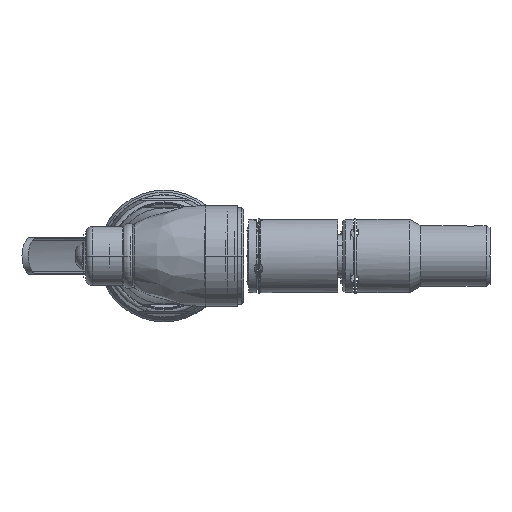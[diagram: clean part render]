
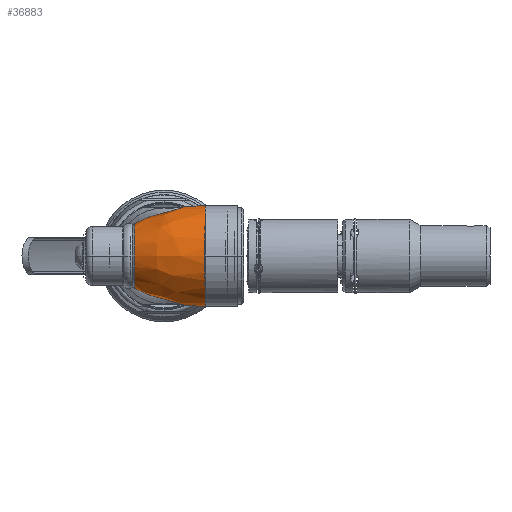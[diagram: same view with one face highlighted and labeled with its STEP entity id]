
A CAD part, left-side view. The second image highlights one B-rep face of the part: STEP entity #36883.
In plain terms, the highlighted free-form (B-spline) face has degree [3, 3] with [7, 4] control points.
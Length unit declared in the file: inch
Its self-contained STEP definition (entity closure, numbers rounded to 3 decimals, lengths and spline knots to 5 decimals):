
#35299=CARTESIAN_POINT('',(-10.77037,-0.562,-0.48236));
#35300=CARTESIAN_POINT('',(-10.77037,-0.54866,
-0.48236));
#35301=CARTESIAN_POINT('',(-10.77109,-0.52206,
-0.48272));
#35302=CARTESIAN_POINT('',(-10.77326,-0.49565,
-0.48378));
#35303=CARTESIAN_POINT('',(-10.77471,-0.48249,
-0.4845));
#35305=CARTESIAN_POINT('',(-11.26025,0.40049,0.));
#35306=DIRECTION('',(0.,1.,0.));
#35307=DIRECTION('',(0.327,0.,-0.945));
#35308=AXIS2_PLACEMENT_3D('',#35305,#35306,#35307);
#35310=CARTESIAN_POINT('',(-10.77471,-0.48249,
0.4845));
#35311=CARTESIAN_POINT('',(-10.77326,-0.49565,
0.48378));
#35312=CARTESIAN_POINT('',(-10.77109,-0.52206,
0.48272));
#35313=CARTESIAN_POINT('',(-10.77037,-0.54866,
0.48236));
#35314=CARTESIAN_POINT('',(-10.77037,-0.562,0.48236));
#35321=CARTESIAN_POINT('',(-11.26025,-0.562,0.));
#35322=DIRECTION('',(0.,1.,0.));
#35323=DIRECTION('',(0.713,0.,-0.702));
#35324=AXIS2_PLACEMENT_3D('',#35321,#35322,#35323);
#35477=CARTESIAN_POINT('',(-11.11633,0.40049,
0.4165));
#35478=CARTESIAN_POINT('',(-11.12173,0.38986,
0.42455));
#35479=CARTESIAN_POINT('',(-11.13213,0.36888,
0.43963));
#35480=CARTESIAN_POINT('',(-11.14595,0.33847,
0.45952));
#35481=CARTESIAN_POINT('',(-11.15745,0.30915,
0.47701));
#35482=CARTESIAN_POINT('',(-11.16605,0.28106,
0.49231));
#35483=CARTESIAN_POINT('',(-11.17142,0.25369,
0.50596));
#35484=CARTESIAN_POINT('',(-11.17321,0.22515,
0.51893));
#35485=CARTESIAN_POINT('',(-11.1703,0.19419,
0.53159));
#35486=CARTESIAN_POINT('',(-11.16202,0.16077,
0.54368));
#35487=CARTESIAN_POINT('',(-11.14846,0.12488,
0.55489));
#35488=CARTESIAN_POINT('',(-11.13043,0.08666,
0.5649));
#35489=CARTESIAN_POINT('',(-11.10916,0.04687,
0.57326));
#35490=CARTESIAN_POINT('',(-11.08528,0.00537,
0.57982));
#35491=CARTESIAN_POINT('',(-11.05855,-0.03899,
0.58445));
#35492=CARTESIAN_POINT('',(-11.02864,-0.08716,
0.58671));
#35493=CARTESIAN_POINT('',(-10.99524,-0.1399,
0.58586));
#35494=CARTESIAN_POINT('',(-10.95817,-0.19775,
0.58089));
#35495=CARTESIAN_POINT('',(-10.91753,-0.26077,
0.57048));
#35496=CARTESIAN_POINT('',(-10.87383,-0.32839,
0.55324));
#35497=CARTESIAN_POINT('',(-10.82641,-0.40188,
0.52676));
#35498=CARTESIAN_POINT('',(-10.79215,-0.45523,
0.50044));
#35499=CARTESIAN_POINT('',(-10.77471,-0.48249,
0.4845));
#35570=CARTESIAN_POINT('',(-10.77471,-0.48249,
-0.4845));
#35571=CARTESIAN_POINT('',(-10.79167,-0.45598,
-0.5));
#35572=CARTESIAN_POINT('',(-10.82495,-0.40415,
-0.5257));
#35573=CARTESIAN_POINT('',(-10.871,-0.33277,
-0.55181));
#35574=CARTESIAN_POINT('',(-10.91342,-0.26713,
-0.56907));
#35575=CARTESIAN_POINT('',(-10.95283,-0.20604,
-0.57976));
#35576=CARTESIAN_POINT('',(-10.98888,-0.14986,
-0.58525));
#35577=CARTESIAN_POINT('',(-11.02131,-0.09879,
-0.58676));
#35578=CARTESIAN_POINT('',(-11.05032,-0.05234,
-0.58531));
#35579=CARTESIAN_POINT('',(-11.07626,-0.00975,
-0.58162));
#35580=CARTESIAN_POINT('',(-11.09944,0.02975,
-0.57618));
#35581=CARTESIAN_POINT('',(-11.12044,0.06759,
-0.56912));
#35582=CARTESIAN_POINT('',(-11.13868,0.10357,
-0.56065));
#35583=CARTESIAN_POINT('',(-11.1534,0.1371,
-0.55122));
#35584=CARTESIAN_POINT('',(-11.16493,0.17053,
-0.54032));
#35585=CARTESIAN_POINT('',(-11.17241,0.20644,
-0.52686));
#35586=CARTESIAN_POINT('',(-11.17296,0.2439,
-0.5107));
#35587=CARTESIAN_POINT('',(-11.16678,0.27915,
-0.49341));
#35588=CARTESIAN_POINT('',(-11.15696,0.31057,
-0.47621));
#35589=CARTESIAN_POINT('',(-11.1459,0.33839,
-0.4595));
#35590=CARTESIAN_POINT('',(-11.1349,0.3628,
-0.44361));
#35591=CARTESIAN_POINT('',(-11.12478,0.38373,
-0.429));
#35592=CARTESIAN_POINT('',(-11.11898,0.39526,
-0.42046));
#35593=CARTESIAN_POINT('',(-11.11633,0.40049,
-0.4165));
#36146=CARTESIAN_POINT('',(-11.11633,0.40049,
-0.4165));
#36147=CARTESIAN_POINT('',(-11.11633,0.40049,
0.4165));
#36148=VERTEX_POINT('',#36146);
#36149=VERTEX_POINT('',#36147);
#36152=VERTEX_POINT('',#35314);
#36153=VERTEX_POINT('',#35310);
#36161=VERTEX_POINT('',#35303);
#36162=VERTEX_POINT('',#35299);
#36841=CARTESIAN_POINT('',(-10.72709,-0.58208,
-0.43389));
#36842=CARTESIAN_POINT('',(-10.72435,-0.22998,
-0.43612));
#36843=CARTESIAN_POINT('',(-10.79219,0.1111,
-0.38091));
#36844=CARTESIAN_POINT('',(-10.92602,0.41805,
-0.272));
#36845=CARTESIAN_POINT('',(-11.21673,-0.58208,
-1.03556));
#36846=CARTESIAN_POINT('',(-11.21651,-0.22998,
-1.04088));
#36847=CARTESIAN_POINT('',(-11.22205,0.1111,
-0.90911));
#36848=CARTESIAN_POINT('',(-11.23297,0.41805,
-0.64917));
#36849=CARTESIAN_POINT('',(-11.94765,-0.58208,
-0.77573));
#36850=CARTESIAN_POINT('',(-11.95118,-0.22998,
-0.77972));
#36851=CARTESIAN_POINT('',(-11.86371,0.1111,
-0.68101));
#36852=CARTESIAN_POINT('',(-11.69117,0.41805,
-0.48629));
#36853=CARTESIAN_POINT('',(-11.94765,-0.58208,0.));
#36854=CARTESIAN_POINT('',(-11.95118,-0.22998,0.));
#36855=CARTESIAN_POINT('',(-11.86371,0.1111,0.));
#36856=CARTESIAN_POINT('',(-11.69117,0.41805,0.));
#36857=CARTESIAN_POINT('',(-11.94765,-0.58208,
0.77573));
#36858=CARTESIAN_POINT('',(-11.95118,-0.22998,
0.77972));
#36859=CARTESIAN_POINT('',(-11.86371,0.1111,
0.68101));
#36860=CARTESIAN_POINT('',(-11.69117,0.41805,
0.48629));
#36861=CARTESIAN_POINT('',(-11.21673,-0.58208,
1.03556));
#36862=CARTESIAN_POINT('',(-11.21651,-0.22998,
1.04088));
#36863=CARTESIAN_POINT('',(-11.22205,0.1111,
0.90911));
#36864=CARTESIAN_POINT('',(-11.23297,0.41805,
0.64917));
#36865=CARTESIAN_POINT('',(-10.72709,-0.58208,
0.43389));
#36866=CARTESIAN_POINT('',(-10.72435,-0.22998,
0.43612));
#36867=CARTESIAN_POINT('',(-10.79219,0.1111,
0.38091));
#36868=CARTESIAN_POINT('',(-10.92602,0.41805,
0.272));
#36869=(BOUNDED_SURFACE()B_SPLINE_SURFACE(3,3,((#36841,#36842,#36843,#36844),(
#36845,#36846,#36847,#36848),(#36849,#36850,#36851,#36852),(#36853,#36854,
#36855,#36856),(#36857,#36858,#36859,#36860),(#36861,#36862,#36863,#36864),(
#36865,#36866,#36867,#36868)),.UNSPECIFIED.,.F.,.F.,.F.)B_SPLINE_SURFACE_WITH_KNOTS((4,3,4),(4,4),(0.,1.,2.),(0.,1.),.UNSPECIFIED.)GEOMETRIC_REPRESENTATION_ITEM()RATIONAL_B_SPLINE_SURFACE(((1.524,1.49,
1.49,1.524),(0.848,0.829,
0.829,0.848),(0.848,0.829,
0.829,0.848),(1.524,1.49,
1.49,1.524),(0.848,0.829,
0.829,0.848),(0.848,0.829,
0.829,0.848),(1.524,1.49,
1.49,1.524)))REPRESENTATION_ITEM('')SURFACE());
#36871=ORIENTED_EDGE('',*,*,#36870,.T.);
#36873=ORIENTED_EDGE('',*,*,#36872,.T.);
#36874=ORIENTED_EDGE('',*,*,#36834,.T.);
#36876=ORIENTED_EDGE('',*,*,#36875,.T.);
#36878=ORIENTED_EDGE('',*,*,#36877,.T.);
#36880=ORIENTED_EDGE('',*,*,#36879,.F.);
#36881=EDGE_LOOP('',(#36871,#36873,#36874,#36876,#36878,#36880));
#36882=FACE_OUTER_BOUND('',#36881,.F.);
#36883=ADVANCED_FACE('',(#36882),#36869,.T.);
#35304=B_SPLINE_CURVE_WITH_KNOTS('',3,(#35299,#35300,#35301,#35302,#35303),
.UNSPECIFIED.,.F.,.F.,(4,1,4),(0.,0.5,1.),.UNSPECIFIED.);
#35309=CIRCLE('',#35308,0.44067);
#35315=B_SPLINE_CURVE_WITH_KNOTS('',3,(#35310,#35311,#35312,#35313,#35314),
.UNSPECIFIED.,.F.,.F.,(4,1,4),(0.,0.5,1.),.UNSPECIFIED.);
#35325=CIRCLE('',#35324,0.6875);
#35500=B_SPLINE_CURVE_WITH_KNOTS('',3,(#35477,#35478,#35479,#35480,#35481,
#35482,#35483,#35484,#35485,#35486,#35487,#35488,#35489,#35490,#35491,#35492,
#35493,#35494,#35495,#35496,#35497,#35498,#35499),.UNSPECIFIED.,.F.,.F.,(4,1,1,
1,1,1,1,1,1,1,1,1,1,1,1,1,1,1,1,1,4),(0.,0.05,0.1,0.15,0.2,0.25,
0.3,0.35,0.4,0.45,0.5,0.55,0.6,0.65,0.7,0.75,0.8,0.85,
0.9,0.95,1.),.UNSPECIFIED.);
#35594=B_SPLINE_CURVE_WITH_KNOTS('',3,(#35570,#35571,#35572,#35573,#35574,
#35575,#35576,#35577,#35578,#35579,#35580,#35581,#35582,#35583,#35584,#35585,
#35586,#35587,#35588,#35589,#35590,#35591,#35592,#35593),.UNSPECIFIED.,.F.,.F.,(
4,1,1,1,1,1,1,1,1,1,1,1,1,1,1,1,1,1,1,1,1,4),(0.,0.04762,
0.09524,0.14286,0.19048,0.2381,
0.28571,0.33333,0.38095,0.42857,
0.47619,0.52381,0.57143,0.61905,
0.66667,0.71429,0.7619,0.80952,
0.85714,0.90476,0.95238,1.),.UNSPECIFIED.);
#36834=EDGE_CURVE('',#36148,#36149,#35309,.T.);
#36870=EDGE_CURVE('',#36162,#36161,#35304,.T.);
#36872=EDGE_CURVE('',#36161,#36148,#35594,.T.);
#36875=EDGE_CURVE('',#36149,#36153,#35500,.T.);
#36877=EDGE_CURVE('',#36153,#36152,#35315,.T.);
#36879=EDGE_CURVE('',#36162,#36152,#35325,.T.);
